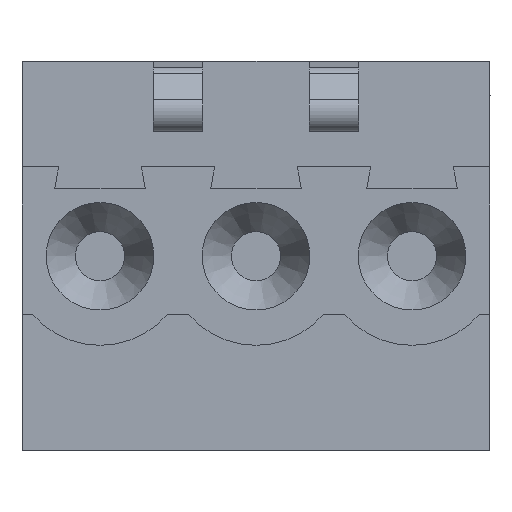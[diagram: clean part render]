
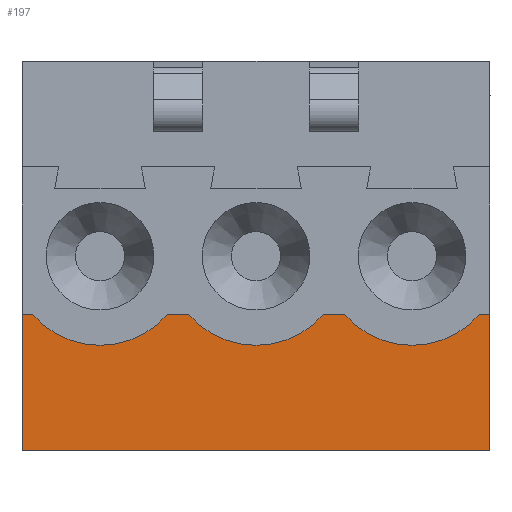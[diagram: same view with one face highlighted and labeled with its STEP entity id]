
A CAD part, front view. The second image highlights one B-rep face of the part: STEP entity #197.
In plain terms, the highlighted planar face has unit normal (0, -1, 0).
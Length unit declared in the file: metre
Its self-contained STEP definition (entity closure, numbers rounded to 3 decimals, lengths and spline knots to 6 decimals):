
#197=ADVANCED_FACE('',(#538),#539,.T.);
#538=FACE_OUTER_BOUND('',#1032,.T.);
#539=PLANE('',#1033);
#1032=EDGE_LOOP('',(#1603,#1604,#1605,#1606,#1607,#1608,#1609,#1610,#1611,#1612));
#1033=AXIS2_PLACEMENT_3D('',#1613,#1614,#1615);
#1603=ORIENTED_EDGE('',*,*,#2977,.F.);
#1604=ORIENTED_EDGE('',*,*,#2978,.F.);
#1605=ORIENTED_EDGE('',*,*,#2979,.F.);
#1606=ORIENTED_EDGE('',*,*,#2980,.F.);
#1607=ORIENTED_EDGE('',*,*,#2981,.F.);
#1608=ORIENTED_EDGE('',*,*,#2904,.F.);
#1609=ORIENTED_EDGE('',*,*,#2982,.F.);
#1610=ORIENTED_EDGE('',*,*,#2983,.F.);
#1611=ORIENTED_EDGE('',*,*,#2984,.F.);
#1612=ORIENTED_EDGE('',*,*,#2985,.F.);
#1613=CARTESIAN_POINT('',(0.08382,0.,-0.006364));
#1614=DIRECTION('',(0.,-1.0,0.));
#1615=DIRECTION('',(0.0,0.,-1.0));
#2904=EDGE_CURVE('',#3452,#3453,#3454,.T.);
#2977=EDGE_CURVE('',#3584,#3585,#3586,.T.);
#2978=EDGE_CURVE('',#3587,#3584,#3588,.T.);
#2979=EDGE_CURVE('',#3589,#3587,#3590,.T.);
#2980=EDGE_CURVE('',#3591,#3589,#3592,.T.);
#2981=EDGE_CURVE('',#3453,#3591,#3593,.T.);
#2982=EDGE_CURVE('',#3594,#3452,#3595,.T.);
#2983=EDGE_CURVE('',#3596,#3594,#3597,.T.);
#2984=EDGE_CURVE('',#3598,#3596,#3599,.T.);
#2985=EDGE_CURVE('',#3585,#3598,#3600,.T.);
#3452=VERTEX_POINT('',#4258);
#3453=VERTEX_POINT('',#4259);
#3454=CIRCLE('',#4260,0.0029);
#3584=VERTEX_POINT('',#4446);
#3585=VERTEX_POINT('',#4447);
#3586=LINE('',#4448,#4449);
#3587=VERTEX_POINT('',#4450);
#3588=LINE('',#4451,#4452);
#3589=VERTEX_POINT('',#4453);
#3590=LINE('',#4454,#4455);
#3591=VERTEX_POINT('',#4456);
#3592=CIRCLE('',#4457,0.0029);
#3593=LINE('',#4458,#4459);
#3594=VERTEX_POINT('',#4460);
#3595=LINE('',#4461,#4462);
#3596=VERTEX_POINT('',#4463);
#3597=CIRCLE('',#4464,0.0029);
#3598=VERTEX_POINT('',#4465);
#3599=LINE('',#4466,#4467);
#3600=LINE('',#4468,#4469);
#4258=CARTESIAN_POINT('',(0.005429,0.,-0.008258));
#4259=CARTESIAN_POINT('',(0.009811,0.,-0.008258));
#4260=AXIS2_PLACEMENT_3D('',#5375,#5376,#5377);
#4446=CARTESIAN_POINT('',(0.01524,0.,-0.0127));
#4447=CARTESIAN_POINT('',(0.,0.0,-0.0127));
#4448=CARTESIAN_POINT('',(0.127,0.,-0.0127));
#4449=VECTOR('',#5458,1.0);
#4450=CARTESIAN_POINT('',(0.01524,0.,-0.008258));
#4451=CARTESIAN_POINT('',(0.01524,0.,-0.009252));
#4452=VECTOR('',#5459,1.0);
#4453=CARTESIAN_POINT('',(0.014891,0.,-0.008258));
#4454=CARTESIAN_POINT('',(0.01524,0.,-0.008258));
#4455=VECTOR('',#5460,1.0);
#4456=CARTESIAN_POINT('',(0.010509,0.,-0.008258));
#4457=AXIS2_PLACEMENT_3D('',#5461,#5462,#5463);
#4458=CARTESIAN_POINT('',(0.010509,0.,-0.008258));
#4459=VECTOR('',#5464,1.0);
#4460=CARTESIAN_POINT('',(0.004731,0.,-0.008258));
#4461=CARTESIAN_POINT('',(0.005429,0.,-0.008258));
#4462=VECTOR('',#5465,1.0);
#4463=CARTESIAN_POINT('',(0.000349,0.,-0.008258));
#4464=AXIS2_PLACEMENT_3D('',#5466,#5467,#5468);
#4465=CARTESIAN_POINT('',(0.,0.0,-0.008258));
#4466=CARTESIAN_POINT('',(0.00254,0.,-0.008258));
#4467=VECTOR('',#5469,1.0);
#4468=CARTESIAN_POINT('',(0.,0.0,-0.006364));
#4469=VECTOR('',#5470,1.0);
#5375=CARTESIAN_POINT('',(0.00762,0.,-0.006358));
#5376=DIRECTION('',(0.,-1.0,0.));
#5377=DIRECTION('',(0.457,0.,0.89));
#5458=DIRECTION('',(-1.0,0.,0.));
#5459=DIRECTION('',(0.,0.,-1.0));
#5460=DIRECTION('',(1.0,0.,0.));
#5461=CARTESIAN_POINT('',(0.0127,0.,-0.006358));
#5462=DIRECTION('',(0.,-1.0,0.));
#5463=DIRECTION('',(0.457,0.,0.89));
#5464=DIRECTION('',(1.0,0.,0.));
#5465=DIRECTION('',(1.0,0.,0.));
#5466=CARTESIAN_POINT('',(0.00254,0.,-0.006358));
#5467=DIRECTION('',(0.,-1.0,0.));
#5468=DIRECTION('',(1.0,0.,0.));
#5469=DIRECTION('',(1.0,0.,0.));
#5470=DIRECTION('',(0.,0.,1.0));
